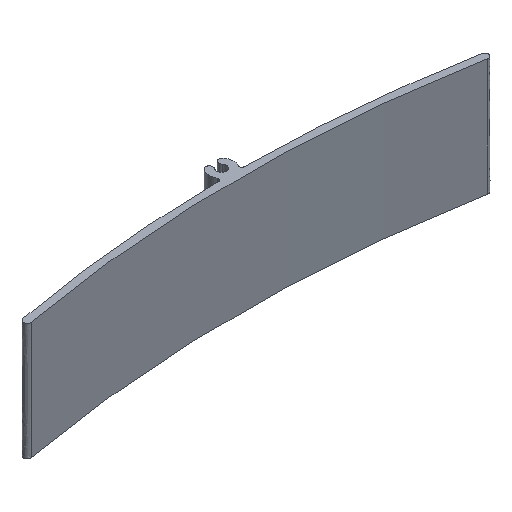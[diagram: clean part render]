
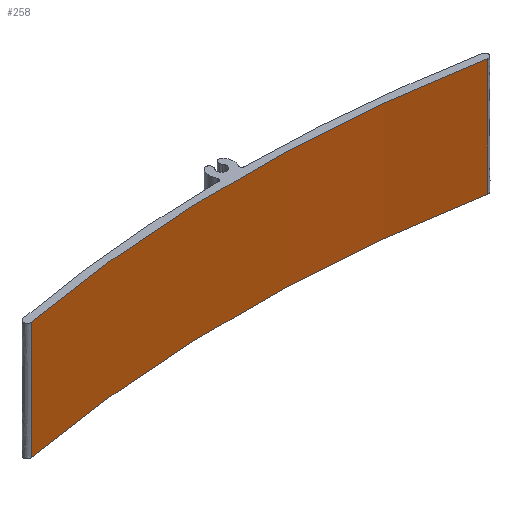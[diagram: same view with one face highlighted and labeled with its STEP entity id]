
A CAD part, isometric view. The second image highlights one B-rep face of the part: STEP entity #258.
In plain terms, the highlighted cylindrical face has radius 203.2 mm (diameter 406.4 mm), a partial arc.
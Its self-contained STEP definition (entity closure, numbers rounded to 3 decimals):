
#25=B_SPLINE_CURVE_WITH_KNOTS('',3,(#491,#492,#493,#494),.UNSPECIFIED.,
 .F.,.F.,(4,4),(-1.9,0.),.UNSPECIFIED.);
#27=B_SPLINE_CURVE_WITH_KNOTS('',3,(#506,#507,#508,#509),.UNSPECIFIED.,
 .F.,.F.,(4,4),(-1.9,0.),.UNSPECIFIED.);
#37=FACE_OUTER_BOUND('',#51,.T.);
#51=EDGE_LOOP('',(#190,#191,#192,#193));
#86=CIRCLE('',#296,203.2);
#87=CIRCLE('',#297,203.2);
#114=VERTEX_POINT('',#482);
#115=VERTEX_POINT('',#490);
#116=VERTEX_POINT('',#503);
#117=VERTEX_POINT('',#505);
#145=EDGE_CURVE('',#114,#115,#25,.T.);
#147=EDGE_CURVE('',#116,#114,#86,.T.);
#148=EDGE_CURVE('',#117,#116,#27,.T.);
#149=EDGE_CURVE('',#115,#117,#87,.T.);
#190=ORIENTED_EDGE('',*,*,#145,.F.);
#191=ORIENTED_EDGE('',*,*,#147,.F.);
#192=ORIENTED_EDGE('',*,*,#148,.F.);
#193=ORIENTED_EDGE('',*,*,#149,.F.);
#248=CYLINDRICAL_SURFACE('',#295,203.2);
#258=ADVANCED_FACE('',(#37),#248,.F.);
#295=AXIS2_PLACEMENT_3D('',#502,#349,#350);
#296=AXIS2_PLACEMENT_3D('',#504,#351,#352);
#297=AXIS2_PLACEMENT_3D('',#510,#353,#354);
#349=DIRECTION('center_axis',(0.,0.,1.));
#350=DIRECTION('ref_axis',(0.185,0.983,0.));
#351=DIRECTION('center_axis',(0.,0.,-1.));
#352=DIRECTION('ref_axis',(0.185,0.983,0.));
#353=DIRECTION('center_axis',(0.,0.,1.));
#354=DIRECTION('ref_axis',(0.185,0.983,0.));
#482=CARTESIAN_POINT('',(36.912,-3.381,19.));
#490=CARTESIAN_POINT('',(36.912,-3.381,0.));
#491=CARTESIAN_POINT('Ctrl Pts',(36.912,-3.381,19.));
#492=CARTESIAN_POINT('Ctrl Pts',(36.912,-3.381,12.667));
#493=CARTESIAN_POINT('Ctrl Pts',(36.912,-3.381,6.333));
#494=CARTESIAN_POINT('Ctrl Pts',(36.912,-3.381,0.));
#502=CARTESIAN_POINT('Origin',(0.,-203.2,0.));
#503=CARTESIAN_POINT('',(-36.912,-3.381,19.));
#504=CARTESIAN_POINT('Origin',(0.,-203.2,19.));
#505=CARTESIAN_POINT('',(-36.912,-3.381,0.));
#506=CARTESIAN_POINT('Ctrl Pts',(-36.912,-3.381,0.));
#507=CARTESIAN_POINT('Ctrl Pts',(-36.912,-3.381,6.333));
#508=CARTESIAN_POINT('Ctrl Pts',(-36.912,-3.381,12.667));
#509=CARTESIAN_POINT('Ctrl Pts',(-36.912,-3.381,19.));
#510=CARTESIAN_POINT('Origin',(0.,-203.2,0.));
